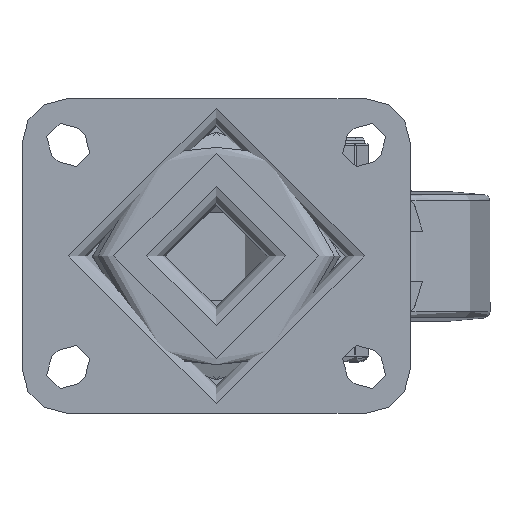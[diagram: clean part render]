
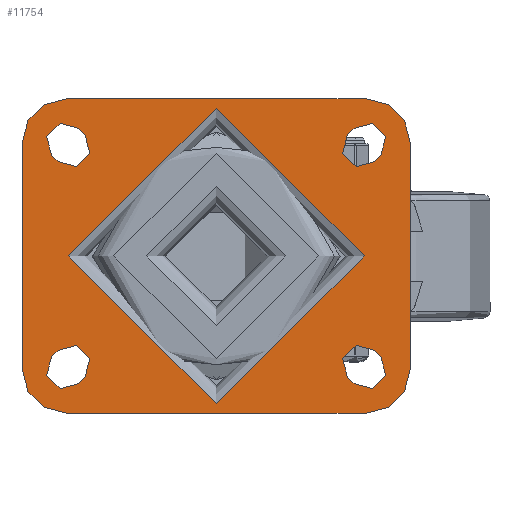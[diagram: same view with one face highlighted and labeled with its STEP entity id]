
A CAD part, top view. The second image highlights one B-rep face of the part: STEP entity #11754.
In plain terms, the highlighted planar face has unit normal (0, 0, 1).
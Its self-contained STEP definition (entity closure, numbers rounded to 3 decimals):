
#1083=FACE_BOUND('',#2707,.T.);
#1084=FACE_BOUND('',#2708,.T.);
#1085=FACE_BOUND('',#2709,.T.);
#1086=FACE_BOUND('',#2710,.T.);
#1087=FACE_BOUND('',#2711,.T.);
#1274=PLANE('',#12831);
#1890=FACE_OUTER_BOUND('',#2706,.T.);
#2706=EDGE_LOOP('',(#9685,#9686,#9687,#9688,#9689,#9690,#9691,#9692));
#2707=EDGE_LOOP('',(#9693));
#2708=EDGE_LOOP('',(#9694,#9695,#9696,#9697));
#2709=EDGE_LOOP('',(#9698,#9699,#9700,#9701));
#2710=EDGE_LOOP('',(#9702,#9703,#9704,#9705));
#2711=EDGE_LOOP('',(#9706,#9707,#9708,#9709));
#3434=LINE('',#21357,#4167);
#3435=LINE('',#21358,#4168);
#3436=LINE('',#21359,#4169);
#3437=LINE('',#21360,#4170);
#3438=LINE('',#21361,#4171);
#3439=LINE('',#21362,#4172);
#3440=LINE('',#21363,#4173);
#3441=LINE('',#21364,#4174);
#3442=LINE('',#21365,#4175);
#3443=LINE('',#21366,#4176);
#3444=LINE('',#21367,#4177);
#3445=LINE('',#21368,#4178);
#4167=VECTOR('',#14900,1000.);
#4168=VECTOR('',#14901,1000.);
#4169=VECTOR('',#14902,1000.);
#4170=VECTOR('',#14903,1000.);
#4171=VECTOR('',#14904,1000.);
#4172=VECTOR('',#14905,1000.);
#4173=VECTOR('',#14906,1000.);
#4174=VECTOR('',#14907,1000.);
#4175=VECTOR('',#14908,1000.);
#4176=VECTOR('',#14909,1000.);
#4177=VECTOR('',#14910,1000.);
#4178=VECTOR('',#14911,1000.);
#4735=CIRCLE('',#12755,5.125);
#4736=CIRCLE('',#12757,5.125);
#4739=CIRCLE('',#12761,5.125);
#4740=CIRCLE('',#12763,5.125);
#4742=CIRCLE('',#12766,5.125);
#4745=CIRCLE('',#12770,5.125);
#4746=CIRCLE('',#12772,5.125);
#4749=CIRCLE('',#12776,5.125);
#4750=CIRCLE('',#12778,12.);
#4752=CIRCLE('',#12781,12.);
#4754=CIRCLE('',#12784,12.);
#4756=CIRCLE('',#12787,12.);
#4759=CIRCLE('',#12792,40.);
#5587=VERTEX_POINT('',#21186);
#5588=VERTEX_POINT('',#21188);
#5589=VERTEX_POINT('',#21192);
#5590=VERTEX_POINT('',#21193);
#5595=VERTEX_POINT('',#21204);
#5596=VERTEX_POINT('',#21206);
#5597=VERTEX_POINT('',#21210);
#5598=VERTEX_POINT('',#21211);
#5601=VERTEX_POINT('',#21219);
#5602=VERTEX_POINT('',#21220);
#5607=VERTEX_POINT('',#21231);
#5608=VERTEX_POINT('',#21233);
#5609=VERTEX_POINT('',#21237);
#5610=VERTEX_POINT('',#21238);
#5615=VERTEX_POINT('',#21249);
#5616=VERTEX_POINT('',#21251);
#5617=VERTEX_POINT('',#21255);
#5618=VERTEX_POINT('',#21256);
#5621=VERTEX_POINT('',#21264);
#5622=VERTEX_POINT('',#21265);
#5625=VERTEX_POINT('',#21273);
#5626=VERTEX_POINT('',#21274);
#5629=VERTEX_POINT('',#21282);
#5630=VERTEX_POINT('',#21283);
#5634=VERTEX_POINT('',#21295);
#6986=EDGE_CURVE('',#5588,#5587,#4735,.T.);
#6988=EDGE_CURVE('',#5589,#5590,#4736,.T.);
#6994=EDGE_CURVE('',#5596,#5595,#4739,.T.);
#6996=EDGE_CURVE('',#5597,#5598,#4740,.T.);
#7000=EDGE_CURVE('',#5601,#5602,#4742,.T.);
#7006=EDGE_CURVE('',#5608,#5607,#4745,.T.);
#7008=EDGE_CURVE('',#5609,#5610,#4746,.T.);
#7014=EDGE_CURVE('',#5616,#5615,#4749,.T.);
#7016=EDGE_CURVE('',#5617,#5618,#4750,.T.);
#7020=EDGE_CURVE('',#5621,#5622,#4752,.T.);
#7024=EDGE_CURVE('',#5625,#5626,#4754,.T.);
#7028=EDGE_CURVE('',#5629,#5630,#4756,.T.);
#7034=EDGE_CURVE('',#5634,#5634,#4759,.T.);
#7063=EDGE_CURVE('',#5626,#5629,#3434,.T.);
#7064=EDGE_CURVE('',#5622,#5625,#3435,.T.);
#7065=EDGE_CURVE('',#5618,#5621,#3436,.T.);
#7066=EDGE_CURVE('',#5630,#5617,#3437,.T.);
#7067=EDGE_CURVE('',#5610,#5616,#3438,.T.);
#7068=EDGE_CURVE('',#5615,#5609,#3439,.T.);
#7069=EDGE_CURVE('',#5602,#5608,#3440,.T.);
#7070=EDGE_CURVE('',#5607,#5601,#3441,.T.);
#7071=EDGE_CURVE('',#5595,#5597,#3442,.T.);
#7072=EDGE_CURVE('',#5598,#5596,#3443,.T.);
#7073=EDGE_CURVE('',#5587,#5589,#3444,.T.);
#7074=EDGE_CURVE('',#5590,#5588,#3445,.T.);
#9685=ORIENTED_EDGE('',*,*,#7028,.F.);
#9686=ORIENTED_EDGE('',*,*,#7063,.F.);
#9687=ORIENTED_EDGE('',*,*,#7024,.F.);
#9688=ORIENTED_EDGE('',*,*,#7064,.F.);
#9689=ORIENTED_EDGE('',*,*,#7020,.F.);
#9690=ORIENTED_EDGE('',*,*,#7065,.F.);
#9691=ORIENTED_EDGE('',*,*,#7016,.F.);
#9692=ORIENTED_EDGE('',*,*,#7066,.F.);
#9693=ORIENTED_EDGE('',*,*,#7034,.F.);
#9694=ORIENTED_EDGE('',*,*,#7067,.T.);
#9695=ORIENTED_EDGE('',*,*,#7014,.T.);
#9696=ORIENTED_EDGE('',*,*,#7068,.T.);
#9697=ORIENTED_EDGE('',*,*,#7008,.T.);
#9698=ORIENTED_EDGE('',*,*,#7069,.T.);
#9699=ORIENTED_EDGE('',*,*,#7006,.T.);
#9700=ORIENTED_EDGE('',*,*,#7070,.T.);
#9701=ORIENTED_EDGE('',*,*,#7000,.T.);
#9702=ORIENTED_EDGE('',*,*,#7071,.T.);
#9703=ORIENTED_EDGE('',*,*,#6996,.T.);
#9704=ORIENTED_EDGE('',*,*,#7072,.T.);
#9705=ORIENTED_EDGE('',*,*,#6994,.T.);
#9706=ORIENTED_EDGE('',*,*,#7073,.T.);
#9707=ORIENTED_EDGE('',*,*,#6988,.T.);
#9708=ORIENTED_EDGE('',*,*,#7074,.T.);
#9709=ORIENTED_EDGE('',*,*,#6986,.T.);
#11754=ADVANCED_FACE('',(#1890,#1083,#1084,#1085,#1086,#1087),#1274,.T.);
#12755=AXIS2_PLACEMENT_3D('',#21189,#14718,#14719);
#12757=AXIS2_PLACEMENT_3D('',#21194,#14723,#14724);
#12761=AXIS2_PLACEMENT_3D('',#21207,#14734,#14735);
#12763=AXIS2_PLACEMENT_3D('',#21212,#14739,#14740);
#12766=AXIS2_PLACEMENT_3D('',#21221,#14747,#14748);
#12770=AXIS2_PLACEMENT_3D('',#21234,#14758,#14759);
#12772=AXIS2_PLACEMENT_3D('',#21239,#14763,#14764);
#12776=AXIS2_PLACEMENT_3D('',#21252,#14774,#14775);
#12778=AXIS2_PLACEMENT_3D('',#21257,#14779,#14780);
#12781=AXIS2_PLACEMENT_3D('',#21266,#14787,#14788);
#12784=AXIS2_PLACEMENT_3D('',#21275,#14795,#14796);
#12787=AXIS2_PLACEMENT_3D('',#21284,#14803,#14804);
#12792=AXIS2_PLACEMENT_3D('',#21296,#14816,#14817);
#12831=AXIS2_PLACEMENT_3D('',#21356,#14898,#14899);
#14718=DIRECTION('center_axis',(0.,0.,-1.));
#14719=DIRECTION('ref_axis',(-1.,0.,0.));
#14723=DIRECTION('center_axis',(0.,0.,-1.));
#14724=DIRECTION('ref_axis',(-1.,0.,0.));
#14734=DIRECTION('center_axis',(0.,0.,-1.));
#14735=DIRECTION('ref_axis',(-1.,0.,0.));
#14739=DIRECTION('center_axis',(0.,0.,-1.));
#14740=DIRECTION('ref_axis',(-1.,0.,0.));
#14747=DIRECTION('center_axis',(0.,0.,-1.));
#14748=DIRECTION('ref_axis',(1.,0.,0.));
#14758=DIRECTION('center_axis',(0.,0.,-1.));
#14759=DIRECTION('ref_axis',(1.,0.,0.));
#14763=DIRECTION('center_axis',(0.,0.,-1.));
#14764=DIRECTION('ref_axis',(1.,0.,0.));
#14774=DIRECTION('center_axis',(0.,0.,-1.));
#14775=DIRECTION('ref_axis',(1.,0.,0.));
#14779=DIRECTION('center_axis',(0.,0.,-1.));
#14780=DIRECTION('ref_axis',(-0.707,0.707,0.));
#14787=DIRECTION('center_axis',(0.,0.,-1.));
#14788=DIRECTION('ref_axis',(0.707,0.707,0.));
#14795=DIRECTION('center_axis',(0.,0.,-1.));
#14796=DIRECTION('ref_axis',(0.707,-0.707,0.));
#14803=DIRECTION('center_axis',(0.,0.,-1.));
#14804=DIRECTION('ref_axis',(-0.707,-0.707,0.));
#14816=DIRECTION('center_axis',(0.,0.,1.));
#14817=DIRECTION('ref_axis',(1.,0.,0.));
#14898=DIRECTION('center_axis',(0.,0.,1.));
#14899=DIRECTION('ref_axis',(1.,0.,0.));
#14900=DIRECTION('',(-1.,0.,0.));
#14901=DIRECTION('',(0.,-1.,0.));
#14902=DIRECTION('',(1.,0.,0.));
#14903=DIRECTION('',(0.,1.,0.));
#14904=DIRECTION('',(-0.707,0.707,0.));
#14905=DIRECTION('',(0.707,-0.707,0.));
#14906=DIRECTION('',(-0.707,-0.707,0.));
#14907=DIRECTION('',(0.707,0.707,0.));
#14908=DIRECTION('',(-0.707,-0.707,0.));
#14909=DIRECTION('',(0.707,0.707,0.));
#14910=DIRECTION('',(-0.707,0.707,0.));
#14911=DIRECTION('',(0.707,-0.707,0.));
#21186=CARTESIAN_POINT('',(37.26,-34.508,0.));
#21188=CARTESIAN_POINT('',(44.508,-27.26,0.));
#21189=CARTESIAN_POINT('Origin',(40.884,-30.884,0.));
#21192=CARTESIAN_POINT('',(35.492,-32.74,0.));
#21193=CARTESIAN_POINT('',(42.74,-25.492,0.));
#21194=CARTESIAN_POINT('Origin',(39.116,-29.116,0.));
#21204=CARTESIAN_POINT('',(44.508,27.26,0.));
#21206=CARTESIAN_POINT('',(37.26,34.508,0.));
#21207=CARTESIAN_POINT('Origin',(40.884,30.884,0.));
#21210=CARTESIAN_POINT('',(42.74,25.492,0.));
#21211=CARTESIAN_POINT('',(35.492,32.74,0.));
#21212=CARTESIAN_POINT('Origin',(39.116,29.116,0.));
#21219=CARTESIAN_POINT('',(-42.74,-25.492,0.));
#21220=CARTESIAN_POINT('',(-35.492,-32.74,0.));
#21221=CARTESIAN_POINT('Origin',(-39.116,-29.116,0.));
#21231=CARTESIAN_POINT('',(-44.508,-27.26,0.));
#21233=CARTESIAN_POINT('',(-37.26,-34.508,0.));
#21234=CARTESIAN_POINT('Origin',(-40.884,-30.884,0.));
#21237=CARTESIAN_POINT('',(-35.492,32.74,0.));
#21238=CARTESIAN_POINT('',(-42.74,25.492,0.));
#21239=CARTESIAN_POINT('Origin',(-39.116,29.116,0.));
#21249=CARTESIAN_POINT('',(-37.26,34.508,0.));
#21251=CARTESIAN_POINT('',(-44.508,27.26,0.));
#21252=CARTESIAN_POINT('Origin',(-40.884,30.884,0.));
#21255=CARTESIAN_POINT('',(-52.5,30.5,0.));
#21256=CARTESIAN_POINT('',(-40.5,42.5,0.));
#21257=CARTESIAN_POINT('Origin',(-40.5,30.5,0.));
#21264=CARTESIAN_POINT('',(40.5,42.5,0.));
#21265=CARTESIAN_POINT('',(52.5,30.5,0.));
#21266=CARTESIAN_POINT('Origin',(40.5,30.5,0.));
#21273=CARTESIAN_POINT('',(52.5,-30.5,0.));
#21274=CARTESIAN_POINT('',(40.5,-42.5,0.));
#21275=CARTESIAN_POINT('Origin',(40.5,-30.5,0.));
#21282=CARTESIAN_POINT('',(-40.5,-42.5,0.));
#21283=CARTESIAN_POINT('',(-52.5,-30.5,0.));
#21284=CARTESIAN_POINT('Origin',(-40.5,-30.5,0.));
#21295=CARTESIAN_POINT('',(40.,0.,0.));
#21296=CARTESIAN_POINT('Origin',(0.,0.,0.));
#21356=CARTESIAN_POINT('Origin',(0.,0.,0.));
#21357=CARTESIAN_POINT('',(52.5,-42.5,0.));
#21358=CARTESIAN_POINT('',(52.5,42.5,0.));
#21359=CARTESIAN_POINT('',(-52.5,42.5,0.));
#21360=CARTESIAN_POINT('',(-52.5,-42.5,0.));
#21361=CARTESIAN_POINT('',(-44.508,27.26,0.));
#21362=CARTESIAN_POINT('',(-37.26,34.508,0.));
#21363=CARTESIAN_POINT('',(-37.26,-34.508,0.));
#21364=CARTESIAN_POINT('',(-44.508,-27.26,0.));
#21365=CARTESIAN_POINT('',(44.508,27.26,0.));
#21366=CARTESIAN_POINT('',(37.26,34.508,0.));
#21367=CARTESIAN_POINT('',(37.26,-34.508,0.));
#21368=CARTESIAN_POINT('',(44.508,-27.26,0.));
